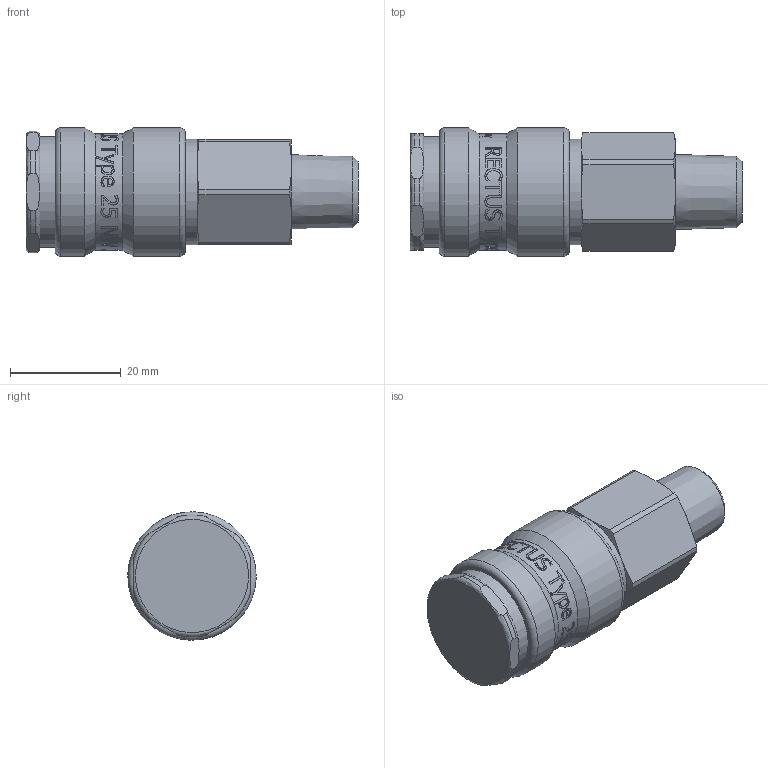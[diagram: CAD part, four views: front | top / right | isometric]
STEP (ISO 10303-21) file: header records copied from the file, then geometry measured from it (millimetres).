
FILE_DESCRIPTION((''),'2;1');
FILE_NAME('25kbak13bpx.stp','2013-04-05T08:20:40',('IA176480'),(''),'Autodesk Inventor 2011','Autodesk Inventor 2011','');
FILE_SCHEMA(('AUTOMOTIVE_DESIGN { 1 0 10303 214 1 1 1 1 }'));
Length unit declared in the file: millimetre
Products named in the file (1): D103443
Bounding box: 59.85 x 23.14 x 23.14 mm (x, y, z)
Volume: 17432.9 mm3; surface area: 7510.4 mm2
Topology: 2 solids, 2 shells, 552 faces, 1480 edges, 982 vertices
Faces by surface type: bspline 248, plane 213, cylinder 62, cone 24, torus 5
Full cylindrical faces by diameter (mm): 16 x1, 17.25 x1, 18.95 x1, 19.35 x1, 20 x1, 20.05 x1, 21 x1, 23.15 x2
Entity records: 80780 total; most frequent: CARTESIAN_POINT 68565, ORIENTED_EDGE 2888, DIRECTION 1491, EDGE_CURVE 1444, VERTEX_POINT 973, B_SPLINE_CURVE_WITH_KNOTS 701, EDGE_LOOP 631, VECTOR 569
